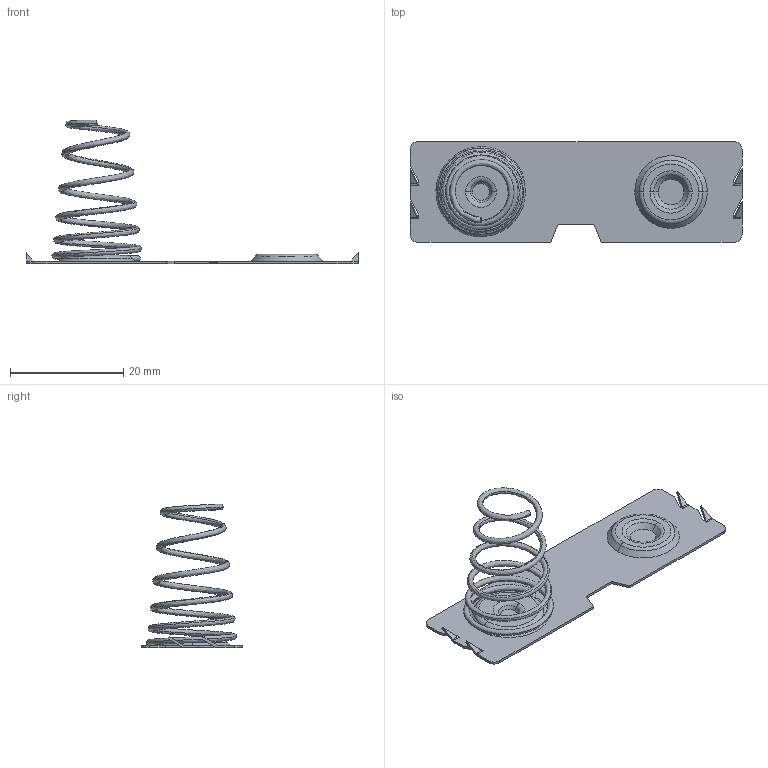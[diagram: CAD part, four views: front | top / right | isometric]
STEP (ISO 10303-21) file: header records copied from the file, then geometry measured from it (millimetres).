
FILE_DESCRIPTION (( 'STEP AP214' ), '1' );
FILE_NAME ('BK-874.STEP', '2020-02-12T02:18:06', ( '' ), ( '' ), 'SwSTEP 2.0', 'SolidWorks 2017', '' );
FILE_SCHEMA (( 'AUTOMOTIVE_DESIGN' ));
Length unit declared in the file: millimetre
Products named in the file (1): BK-874
Bounding box: 58.57 x 17.78 x 25.4 mm (x, y, z)
Volume: 780.6 mm3; surface area: 2933.7 mm2
Topology: 1 solids, 1 shells, 91 faces, 221 edges, 138 vertices
Faces by surface type: plane 49, torus 15, cone 12, cylinder 12, bspline 3
Entity records: 5474 total; most frequent: CARTESIAN_POINT 3276, DIRECTION 469, ORIENTED_EDGE 442, EDGE_CURVE 221, AXIS2_PLACEMENT_3D 171, VERTEX_POINT 138, VECTOR 127, LINE 127
